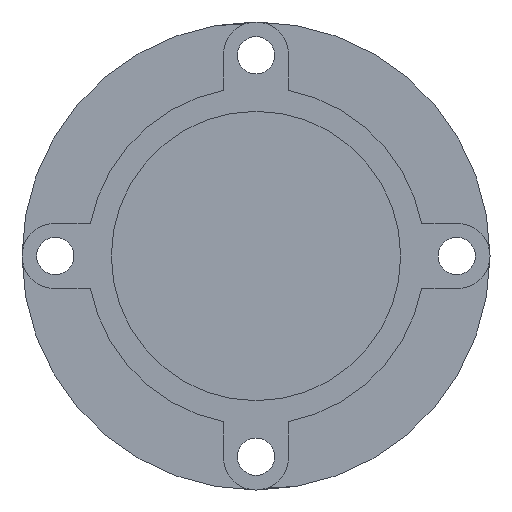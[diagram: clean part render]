
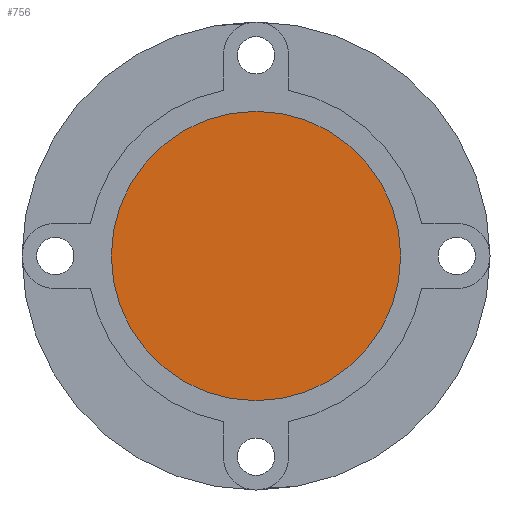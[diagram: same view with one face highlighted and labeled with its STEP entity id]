
A CAD part, left-side view. The second image highlights one B-rep face of the part: STEP entity #756.
In plain terms, the highlighted planar face has unit normal (-1, 0, 0).
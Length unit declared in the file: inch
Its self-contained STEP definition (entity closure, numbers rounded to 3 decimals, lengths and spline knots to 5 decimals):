
#88 = CIRCLE ( 'NONE', #1163, 1.07087 ) ;
#172 = EDGE_CURVE ( 'NONE', #578, #517, #88, .T. ) ;
#232 = ORIENTED_EDGE ( 'NONE', *, *, #172, .T. ) ;
#239 = CARTESIAN_POINT ( 'NONE',  ( 0., 0., -1.07087 ) ) ;
#517 = VERTEX_POINT ( 'NONE', #239 ) ;
#578 = VERTEX_POINT ( 'NONE', #769 ) ;
#647 = DIRECTION ( 'NONE',  ( 0., 0., 1. ) ) ;
#649 = DIRECTION ( 'NONE',  ( -1., 0., 0. ) ) ;
#650 = CARTESIAN_POINT ( 'NONE',  ( 0., 0., 0. ) ) ;
#729 = AXIS2_PLACEMENT_3D ( 'NONE', #650, #649, #647 ) ;
#756 = ADVANCED_FACE ( 'NONE', ( #1173 ), #1003, .T. ) ;
#769 = CARTESIAN_POINT ( 'NONE',  ( 0., 0., 1.07087 ) ) ;
#793 = CIRCLE ( 'NONE', #729, 1.07087 ) ;
#895 = AXIS2_PLACEMENT_3D ( 'NONE', #997, #1013, #1017 ) ;
#997 = CARTESIAN_POINT ( 'NONE',  ( 0., 0., 0. ) ) ;
#1003 = PLANE ( 'NONE',  #895 ) ;
#1013 = DIRECTION ( 'NONE',  ( -1., 0., 0. ) ) ;
#1017 = DIRECTION ( 'NONE',  ( 0., 0., 1. ) ) ;
#1022 = EDGE_LOOP ( 'NONE', ( #1043, #232 ) ) ;
#1043 = ORIENTED_EDGE ( 'NONE', *, *, #1106, .T. ) ;
#1106 = EDGE_CURVE ( 'NONE', #517, #578, #793, .T. ) ;
#1110 = DIRECTION ( 'NONE',  ( 0., 0., 1. ) ) ;
#1121 = DIRECTION ( 'NONE',  ( -1., 0., 0. ) ) ;
#1123 = CARTESIAN_POINT ( 'NONE',  ( 0., 0., 0. ) ) ;
#1163 = AXIS2_PLACEMENT_3D ( 'NONE', #1123, #1121, #1110 ) ;
#1173 = FACE_OUTER_BOUND ( 'NONE', #1022, .T. ) ;
